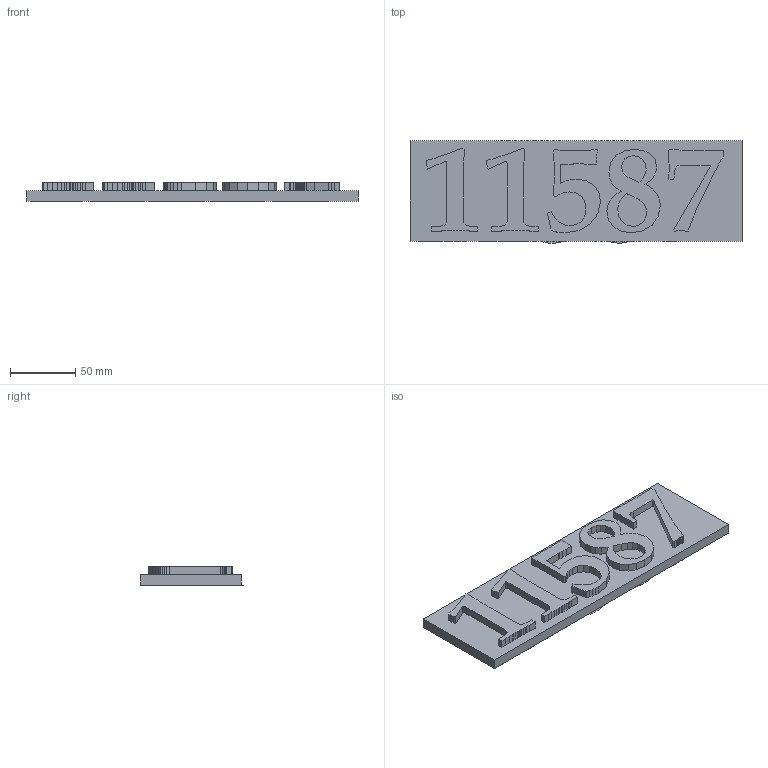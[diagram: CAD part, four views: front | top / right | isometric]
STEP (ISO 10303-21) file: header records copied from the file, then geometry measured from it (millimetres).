
FILE_DESCRIPTION(('FreeCAD Model'),'2;1');
FILE_NAME('TeamNumbersSerif.step','2018-01-30T21:58:38',('Author'),(''), 'Open CASCADE STEP processor 7.1','FreeCAD','Unknown');
FILE_SCHEMA(('AUTOMOTIVE_DESIGN { 1 0 10303 214 1 1 1 1 }'));
Length unit declared in the file: millimetre
Products named in the file (5): text; Group; LinearExtrude; cube; RefineLinearExtrude
Bounding box: 254 x 78.61 x 14 mm (x, y, z)
Surface area: 128491 mm2
Topology: 7 solids, 17 shells, 619 faces, 2344 edges, 1756 vertices
Faces by surface type: plane 619
Entity records: 53097 total; most frequent: CARTESIAN_POINT 9408, DIRECTION 7112, LINE 5872, VECTOR 5872, ORIENTED_EDGE 4108, PCURVE 4108, DEFINITIONAL_REPRESENTATION 4108, EDGE_CURVE 2344
